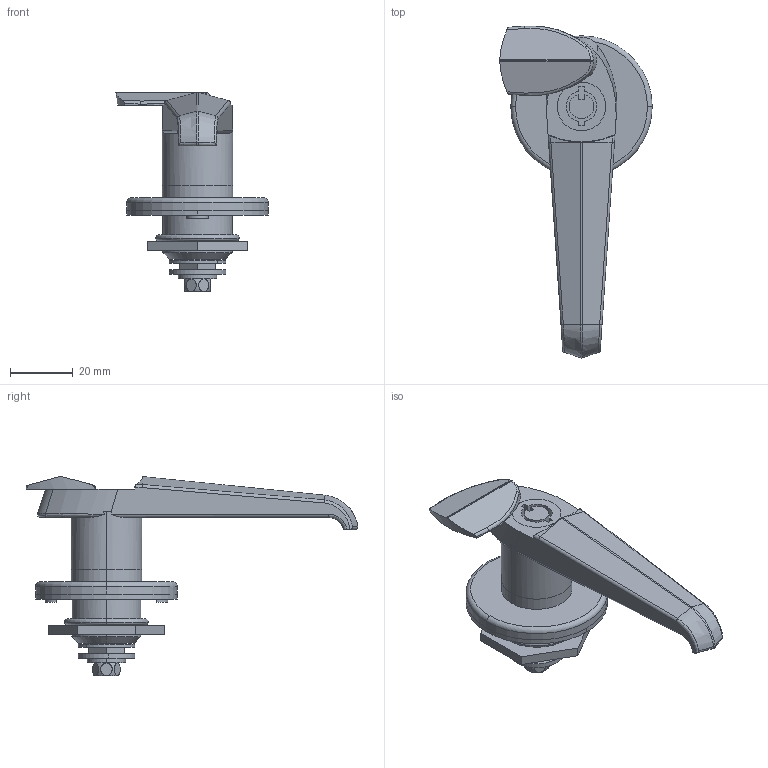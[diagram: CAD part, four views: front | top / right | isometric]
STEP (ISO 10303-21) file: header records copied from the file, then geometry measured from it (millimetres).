
FILE_DESCRIPTION (( 'STEP AP203' ), '1' );
FILE_NAME ('A-1140-3-1.STEP', '2024-01-10T05:44:55', ( '' ), ( '' ), 'SwSTEP 2.0', 'SolidWorks 2021', '' );
FILE_SCHEMA (( 'CONFIG_CONTROL_DESIGN' ));
Length unit declared in the file: millimetre
Products named in the file (12): A-1140-3キャップ_; A-1140-3受座_; A-1140-3儚僢僔儍乕_; A-1140-3儕儞僌儚僢僔儍乕; A-1140-3角ワッシャー_SLDPRT; A-1140-3本体_; A-1140-3バネ座金_; A-1140-3六角ナット_; 廫帤寠晅偒榋妏儃儖僩M6_M6亊14; ダミーローター__#2002_; A-1140-3パッキン_; A-1140-3-1
Assembly tree (11 placements, depth 2):
  A-1140-3-1
    A-1140-3本体_
    A-1140-3キャップ_
    A-1140-3受座_
    A-1140-3パッキン_
    A-1140-3六角ナット_
    A-1140-3角ワッシャー_SLDPRT
    A-1140-3儚僢僔儍乕_
    A-1140-3儕儞僌儚僢僔儍乕
    ダミーローター__#2002_
    廫帤寠晅偒榋妏儃儖僩M6_M6亊14
    A-1140-3バネ座金_
Bounding box: 48.5 x 105.56 x 63.3 mm (x, y, z)
Volume: 33827.2 mm3; surface area: 25332 mm2
Topology: 11 solids, 11 shells, 262 faces, 633 edges, 404 vertices
Faces by surface type: plane 120, cylinder 95, bspline 21, torus 13, cone 11, sphere 2
Entity records: 10542 total; most frequent: CARTESIAN_POINT 3267, ORIENTED_EDGE 1256, DIRECTION 1247, EDGE_CURVE 628, AXIS2_PLACEMENT_3D 472, VERTEX_POINT 402, LINE 303, VECTOR 303
